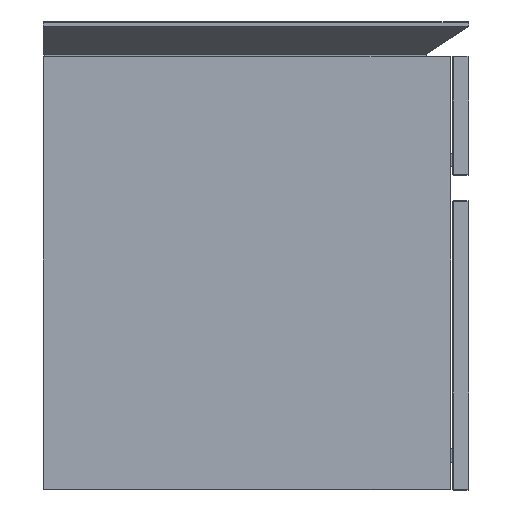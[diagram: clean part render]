
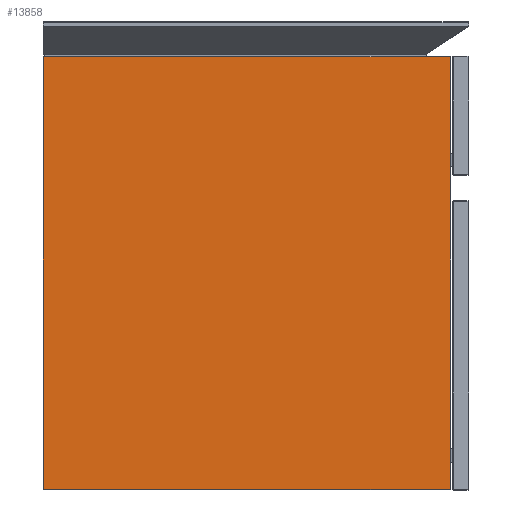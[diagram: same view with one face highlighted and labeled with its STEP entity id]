
A CAD part, left-side view. The second image highlights one B-rep face of the part: STEP entity #13858.
In plain terms, the highlighted planar face has unit normal (-1, 0, 0).
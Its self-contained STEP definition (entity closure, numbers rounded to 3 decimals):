
#13763=CARTESIAN_POINT('',(-4022.312,13033.027,-0.8));
#13764=VERTEX_POINT('',#13763);
#13771=CARTESIAN_POINT('',(-4022.312,12554.827,-0.8));
#13772=VERTEX_POINT('',#13771);
#13773=CARTESIAN_POINT('',(-4022.312,13033.027,-0.8));
#13774=DIRECTION('',(0.0,-1.0,0.0));
#13775=VECTOR('',#13774,478.2);
#13776=LINE('',#13773,#13775);
#13777=EDGE_CURVE('',#13764,#13772,#13776,.T.);
#13794=CARTESIAN_POINT('',(-4022.312,12554.827,-509.2));
#13795=VERTEX_POINT('',#13794);
#13796=CARTESIAN_POINT('',(-4022.312,12554.827,-0.8));
#13797=DIRECTION('',(0.0,0.0,-1.0));
#13798=VECTOR('',#13797,508.4);
#13799=LINE('',#13796,#13798);
#13800=EDGE_CURVE('',#13772,#13795,#13799,.T.);
#13835=CARTESIAN_POINT('',(-4022.312,12793.927,-0.799));
#13836=DIRECTION('',(-1.0,0.0,0.0));
#13837=DIRECTION('',(0.0,0.0,1.0));
#13838=AXIS2_PLACEMENT_3D('',#13835,#13836,#13837);
#13839=PLANE('',#13838);
#13840=ORIENTED_EDGE('',*,*,#13777,.F.);
#13841=CARTESIAN_POINT('',(-4022.312,13033.027,-509.2));
#13842=VERTEX_POINT('',#13841);
#13843=CARTESIAN_POINT('',(-4022.312,13033.027,-509.2));
#13844=DIRECTION('',(0.0,0.0,1.0));
#13845=VECTOR('',#13844,508.4);
#13846=LINE('',#13843,#13845);
#13847=EDGE_CURVE('',#13842,#13764,#13846,.T.);
#13848=ORIENTED_EDGE('',*,*,#13847,.F.);
#13849=CARTESIAN_POINT('',(-4022.312,12554.827,-509.2));
#13850=DIRECTION('',(0.0,1.0,0.0));
#13851=VECTOR('',#13850,478.2);
#13852=LINE('',#13849,#13851);
#13853=EDGE_CURVE('',#13795,#13842,#13852,.T.);
#13854=ORIENTED_EDGE('',*,*,#13853,.F.);
#13855=ORIENTED_EDGE('',*,*,#13800,.F.);
#13856=EDGE_LOOP('',(#13840,#13848,#13854,#13855));
#13857=FACE_OUTER_BOUND('',#13856,.T.);
#13858=ADVANCED_FACE('',(#13857),#13839,.T.);
